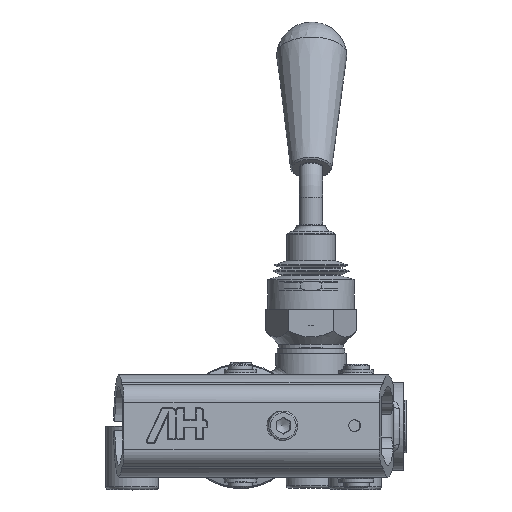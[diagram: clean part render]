
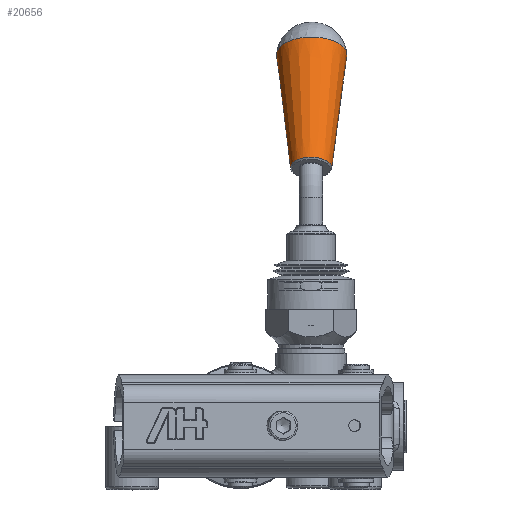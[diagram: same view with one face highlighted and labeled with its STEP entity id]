
A CAD part, top view. The second image highlights one B-rep face of the part: STEP entity #20656.
In plain terms, the highlighted conical face has half-angle 6.344 degrees and reference radius 9.5 mm.
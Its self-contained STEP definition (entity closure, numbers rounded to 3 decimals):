
#20622=CARTESIAN_POINT('',(26.691,84.985,87.601));
#20623=VERTEX_POINT('',#20622);
#20624=CARTESIAN_POINT('',(24.024,88.26,93.252));
#20625=DIRECTION('',(-0.004,-0.866,0.5));
#20626=DIRECTION('',(-0.378,0.464,0.801));
#20627=AXIS2_PLACEMENT_3D('',#20624,#20625,#20626);
#20628=CIRCLE('',#20627,7.055);
#20629=EDGE_CURVE('',#20623,#20623,#20628,.T.);
#20637=CARTESIAN_POINT('',(24.12,107.305,82.257));
#20638=DIRECTION('',(0.004,0.866,-0.5));
#20639=DIRECTION('',(0.378,-0.464,-0.801));
#20640=AXIS2_PLACEMENT_3D('',#20637,#20638,#20639);
#20641=CONICAL_SURFACE('',#20640,9.5,6.344);
#20642=CARTESIAN_POINT('',(28.755,121.208,61.402));
#20643=VERTEX_POINT('',#20642);
#20644=CARTESIAN_POINT('',(24.219,126.78,71.013));
#20645=DIRECTION('',(-0.004,-0.866,0.5));
#20646=DIRECTION('',(0.378,-0.464,-0.801));
#20647=AXIS2_PLACEMENT_3D('',#20644,#20645,#20646);
#20648=CIRCLE('',#20647,12.0);
#20649=EDGE_CURVE('',#20643,#20643,#20648,.T.);
#20650=ORIENTED_EDGE('',*,*,#20649,.T.);
#20651=EDGE_LOOP('',(#20650));
#20652=FACE_OUTER_BOUND('',#20651,.T.);
#20653=ORIENTED_EDGE('',*,*,#20629,.F.);
#20654=EDGE_LOOP('',(#20653));
#20655=FACE_BOUND('',#20654,.T.);
#20656=ADVANCED_FACE('',(#20652,#20655),#20641,.T.);
